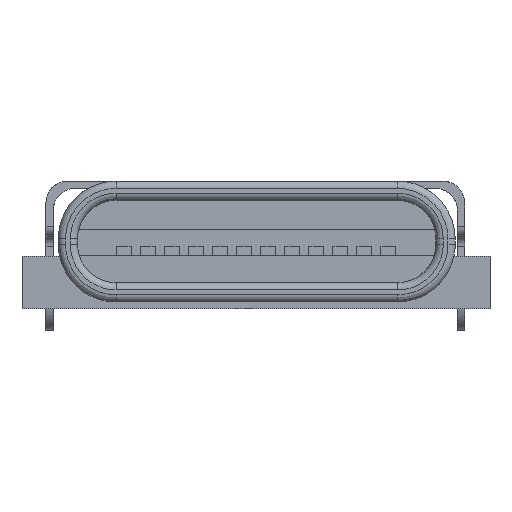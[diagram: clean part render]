
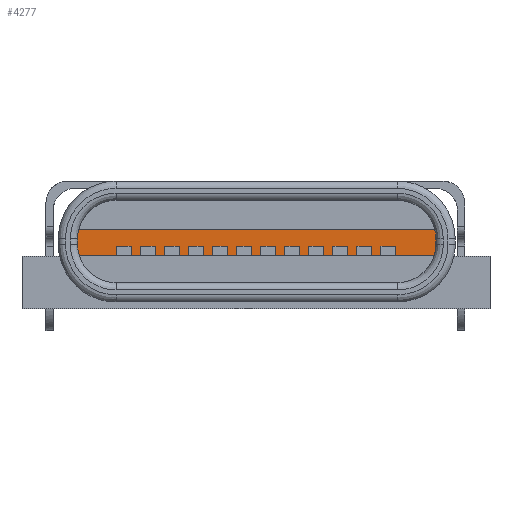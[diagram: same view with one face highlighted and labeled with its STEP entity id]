
A CAD part, front view. The second image highlights one B-rep face of the part: STEP entity #4277.
In plain terms, the highlighted free-form (B-spline) face has degree [1, 1] with [2, 2] control points.
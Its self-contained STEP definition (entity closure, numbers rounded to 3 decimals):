
#4277 = ADVANCED_FACE('',(#4278),#4291,.T.);
#4278 = FACE_BOUND('',#4279,.T.);
#4279 = EDGE_LOOP('',(#4280,#4312,#4337,#4362));
#4280 = ORIENTED_EDGE('',*,*,#4281,.T.);
#4281 = EDGE_CURVE('',#4282,#4284,#4286,.T.);
#4282 = VERTEX_POINT('',#4283);
#4283 = CARTESIAN_POINT('',(-24.458,1.515,1.5));
#4284 = VERTEX_POINT('',#4285);
#4285 = CARTESIAN_POINT('',(-16.675,1.515,1.5));
#4286 = SURFACE_CURVE('',#4287,(#4290,#4301),.PCURVE_S1.);
#4287 = B_SPLINE_CURVE_WITH_KNOTS('',1,(#4288,#4289),.UNSPECIFIED.,.F.,
  .F.,(2,2),(-1.946,5.837),.PIECEWISE_BEZIER_KNOTS.);
#4288 = CARTESIAN_POINT('',(-24.458,1.515,1.5));
#4289 = CARTESIAN_POINT('',(-16.675,1.515,1.5));
#4290 = PCURVE('',#4291,#4296);
#4291 = B_SPLINE_SURFACE_WITH_KNOTS('',1,1,(
    (#4292,#4293)
    ,(#4294,#4295
    )),.UNSPECIFIED.,.F.,.F.,.F.,(2,2),(2,2),(-0.29,0.24),(0.,
    7.783),.PIECEWISE_BEZIER_KNOTS.);
#4292 = CARTESIAN_POINT('',(-24.458,1.515,0.97));
#4293 = CARTESIAN_POINT('',(-16.675,1.515,0.97));
#4294 = CARTESIAN_POINT('',(-24.458,1.515,1.5));
#4295 = CARTESIAN_POINT('',(-16.675,1.515,1.5));
#4296 = DEFINITIONAL_REPRESENTATION('',(#4297),#4300);
#4297 = B_SPLINE_CURVE_WITH_KNOTS('',1,(#4298,#4299),.UNSPECIFIED.,.F.,
  .F.,(2,2),(-1.946,5.837),.PIECEWISE_BEZIER_KNOTS.);
#4298 = CARTESIAN_POINT('',(0.24,0.));
#4299 = CARTESIAN_POINT('',(0.24,7.783));
#4300 = ( GEOMETRIC_REPRESENTATION_CONTEXT(2) 
PARAMETRIC_REPRESENTATION_CONTEXT() REPRESENTATION_CONTEXT('2D SPACE',''
  ) );
#4301 = PCURVE('',#4302,#4307);
#4302 = B_SPLINE_SURFACE_WITH_KNOTS('',1,1,(
    (#4303,#4304)
    ,(#4305,#4306
    )),.UNSPECIFIED.,.F.,.F.,.F.,(2,2),(2,2),(-3.891,
    3.891),(-0.789,10.289),
  .PIECEWISE_BEZIER_KNOTS.);
#4303 = CARTESIAN_POINT('',(-16.675,-9.563,1.5));
#4304 = CARTESIAN_POINT('',(-16.675,1.515,1.5));
#4305 = CARTESIAN_POINT('',(-24.458,-9.563,1.5));
#4306 = CARTESIAN_POINT('',(-24.458,1.515,1.5));
#4307 = DEFINITIONAL_REPRESENTATION('',(#4308),#4311);
#4308 = B_SPLINE_CURVE_WITH_KNOTS('',1,(#4309,#4310),.UNSPECIFIED.,.F.,
  .F.,(2,2),(-1.946,5.837),.PIECEWISE_BEZIER_KNOTS.);
#4309 = CARTESIAN_POINT('',(3.891,10.289));
#4310 = CARTESIAN_POINT('',(-3.891,10.289));
#4311 = ( GEOMETRIC_REPRESENTATION_CONTEXT(2) 
PARAMETRIC_REPRESENTATION_CONTEXT() REPRESENTATION_CONTEXT('2D SPACE',''
  ) );
#4312 = ORIENTED_EDGE('',*,*,#4313,.T.);
#4313 = EDGE_CURVE('',#4284,#4314,#4316,.T.);
#4314 = VERTEX_POINT('',#4315);
#4315 = CARTESIAN_POINT('',(-16.675,1.515,0.97));
#4316 = SURFACE_CURVE('',#4317,(#4320,#4326),.PCURVE_S1.);
#4317 = B_SPLINE_CURVE_WITH_KNOTS('',1,(#4318,#4319),.UNSPECIFIED.,.F.,
  .F.,(2,2),(-0.24,0.29),.PIECEWISE_BEZIER_KNOTS.);
#4318 = CARTESIAN_POINT('',(-16.675,1.515,1.5));
#4319 = CARTESIAN_POINT('',(-16.675,1.515,0.97));
#4320 = PCURVE('',#4291,#4321);
#4321 = DEFINITIONAL_REPRESENTATION('',(#4322),#4325);
#4322 = B_SPLINE_CURVE_WITH_KNOTS('',1,(#4323,#4324),.UNSPECIFIED.,.F.,
  .F.,(2,2),(-0.24,0.29),.PIECEWISE_BEZIER_KNOTS.);
#4323 = CARTESIAN_POINT('',(0.24,7.783));
#4324 = CARTESIAN_POINT('',(-0.29,7.783));
#4325 = ( GEOMETRIC_REPRESENTATION_CONTEXT(2) 
PARAMETRIC_REPRESENTATION_CONTEXT() REPRESENTATION_CONTEXT('2D SPACE',''
  ) );
#4326 = PCURVE('',#4327,#4332);
#4327 = B_SPLINE_SURFACE_WITH_KNOTS('',1,1,(
    (#4328,#4329)
    ,(#4330,#4331
    )),.UNSPECIFIED.,.F.,.F.,.F.,(2,2),(2,2),(-9.5,1.578),(
    -0.24,0.29),.PIECEWISE_BEZIER_KNOTS.);
#4328 = CARTESIAN_POINT('',(-16.675,1.515,1.5));
#4329 = CARTESIAN_POINT('',(-16.675,1.515,0.97));
#4330 = CARTESIAN_POINT('',(-16.675,-9.563,1.5));
#4331 = CARTESIAN_POINT('',(-16.675,-9.563,0.97));
#4332 = DEFINITIONAL_REPRESENTATION('',(#4333),#4336);
#4333 = B_SPLINE_CURVE_WITH_KNOTS('',1,(#4334,#4335),.UNSPECIFIED.,.F.,
  .F.,(2,2),(-0.24,0.29),.PIECEWISE_BEZIER_KNOTS.);
#4334 = CARTESIAN_POINT('',(-9.5,-0.24));
#4335 = CARTESIAN_POINT('',(-9.5,0.29));
#4336 = ( GEOMETRIC_REPRESENTATION_CONTEXT(2) 
PARAMETRIC_REPRESENTATION_CONTEXT() REPRESENTATION_CONTEXT('2D SPACE',''
  ) );
#4337 = ORIENTED_EDGE('',*,*,#4338,.F.);
#4338 = EDGE_CURVE('',#4339,#4314,#4341,.T.);
#4339 = VERTEX_POINT('',#4340);
#4340 = CARTESIAN_POINT('',(-24.458,1.515,0.97));
#4341 = SURFACE_CURVE('',#4342,(#4345,#4351),.PCURVE_S1.);
#4342 = B_SPLINE_CURVE_WITH_KNOTS('',1,(#4343,#4344),.UNSPECIFIED.,.F.,
  .F.,(2,2),(-1.946,5.837),.PIECEWISE_BEZIER_KNOTS.);
#4343 = CARTESIAN_POINT('',(-24.458,1.515,0.97));
#4344 = CARTESIAN_POINT('',(-16.675,1.515,0.97));
#4345 = PCURVE('',#4291,#4346);
#4346 = DEFINITIONAL_REPRESENTATION('',(#4347),#4350);
#4347 = B_SPLINE_CURVE_WITH_KNOTS('',1,(#4348,#4349),.UNSPECIFIED.,.F.,
  .F.,(2,2),(-1.946,5.837),.PIECEWISE_BEZIER_KNOTS.);
#4348 = CARTESIAN_POINT('',(-0.29,0.));
#4349 = CARTESIAN_POINT('',(-0.29,7.783));
#4350 = ( GEOMETRIC_REPRESENTATION_CONTEXT(2) 
PARAMETRIC_REPRESENTATION_CONTEXT() REPRESENTATION_CONTEXT('2D SPACE',''
  ) );
#4351 = PCURVE('',#4352,#4357);
#4352 = B_SPLINE_SURFACE_WITH_KNOTS('',1,1,(
    (#4353,#4354)
    ,(#4355,#4356
    )),.UNSPECIFIED.,.F.,.F.,.F.,(2,2),(2,2),(-3.891,
    3.891),(-0.789,10.289),
  .PIECEWISE_BEZIER_KNOTS.);
#4353 = CARTESIAN_POINT('',(-16.675,-9.563,0.97));
#4354 = CARTESIAN_POINT('',(-16.675,1.515,0.97));
#4355 = CARTESIAN_POINT('',(-24.458,-9.563,0.97));
#4356 = CARTESIAN_POINT('',(-24.458,1.515,0.97));
#4357 = DEFINITIONAL_REPRESENTATION('',(#4358),#4361);
#4358 = B_SPLINE_CURVE_WITH_KNOTS('',1,(#4359,#4360),.UNSPECIFIED.,.F.,
  .F.,(2,2),(-1.946,5.837),.PIECEWISE_BEZIER_KNOTS.);
#4359 = CARTESIAN_POINT('',(3.891,10.289));
#4360 = CARTESIAN_POINT('',(-3.891,10.289));
#4361 = ( GEOMETRIC_REPRESENTATION_CONTEXT(2) 
PARAMETRIC_REPRESENTATION_CONTEXT() REPRESENTATION_CONTEXT('2D SPACE',''
  ) );
#4362 = ORIENTED_EDGE('',*,*,#4363,.T.);
#4363 = EDGE_CURVE('',#4339,#4282,#4364,.T.);
#4364 = SURFACE_CURVE('',#4365,(#4368,#4374),.PCURVE_S1.);
#4365 = B_SPLINE_CURVE_WITH_KNOTS('',1,(#4366,#4367),.UNSPECIFIED.,.F.,
  .F.,(2,2),(-0.29,0.24),.PIECEWISE_BEZIER_KNOTS.);
#4366 = CARTESIAN_POINT('',(-24.458,1.515,0.97));
#4367 = CARTESIAN_POINT('',(-24.458,1.515,1.5));
#4368 = PCURVE('',#4291,#4369);
#4369 = DEFINITIONAL_REPRESENTATION('',(#4370),#4373);
#4370 = B_SPLINE_CURVE_WITH_KNOTS('',1,(#4371,#4372),.UNSPECIFIED.,.F.,
  .F.,(2,2),(-0.29,0.24),.PIECEWISE_BEZIER_KNOTS.);
#4371 = CARTESIAN_POINT('',(-0.29,0.));
#4372 = CARTESIAN_POINT('',(0.24,0.));
#4373 = ( GEOMETRIC_REPRESENTATION_CONTEXT(2) 
PARAMETRIC_REPRESENTATION_CONTEXT() REPRESENTATION_CONTEXT('2D SPACE',''
  ) );
#4374 = PCURVE('',#4375,#4380);
#4375 = B_SPLINE_SURFACE_WITH_KNOTS('',1,1,(
    (#4376,#4377)
    ,(#4378,#4379
    )),.UNSPECIFIED.,.F.,.F.,.F.,(2,2),(2,2),(0.,11.078),(-0.24
    ,0.29),.PIECEWISE_BEZIER_KNOTS.);
#4376 = CARTESIAN_POINT('',(-24.458,-9.563,1.5));
#4377 = CARTESIAN_POINT('',(-24.458,-9.563,0.97));
#4378 = CARTESIAN_POINT('',(-24.458,1.515,1.5));
#4379 = CARTESIAN_POINT('',(-24.458,1.515,0.97));
#4380 = DEFINITIONAL_REPRESENTATION('',(#4381),#4384);
#4381 = B_SPLINE_CURVE_WITH_KNOTS('',1,(#4382,#4383),.UNSPECIFIED.,.F.,
  .F.,(2,2),(-0.29,0.24),.PIECEWISE_BEZIER_KNOTS.);
#4382 = CARTESIAN_POINT('',(11.078,0.29));
#4383 = CARTESIAN_POINT('',(11.078,-0.24));
#4384 = ( GEOMETRIC_REPRESENTATION_CONTEXT(2) 
PARAMETRIC_REPRESENTATION_CONTEXT() REPRESENTATION_CONTEXT('2D SPACE',''
  ) );
